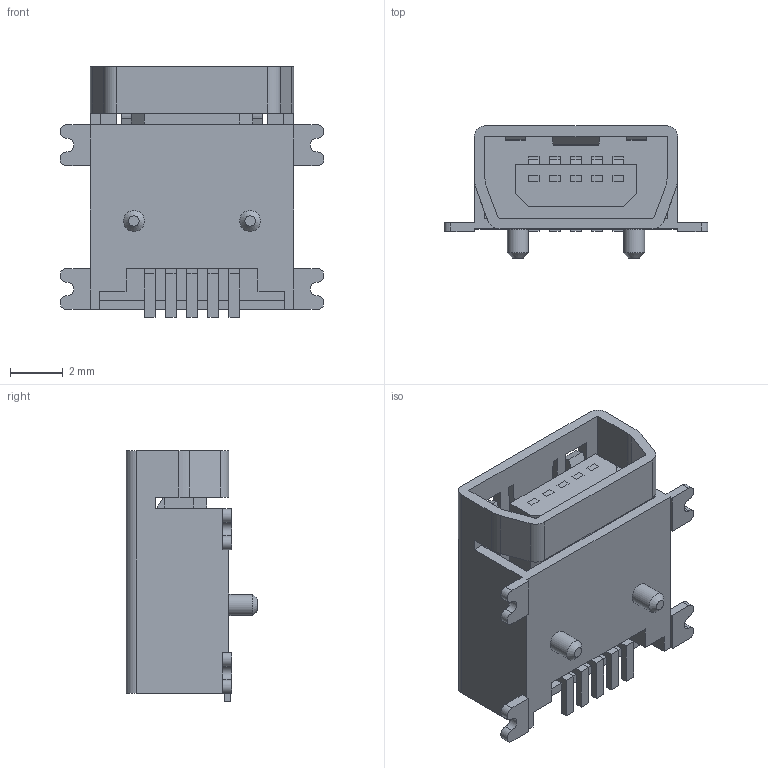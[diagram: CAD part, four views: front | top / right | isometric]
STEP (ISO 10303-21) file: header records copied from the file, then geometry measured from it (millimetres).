
FILE_DESCRIPTION(/* description */ ('STEP AP214'),/* implementation_level */ '2;1');
FILE_NAME(/* name */ 'MUSB-05-F-AB-SM-A',/* time_stamp */ '2024-09-04T08:55:34+02:00',/* author */ ('License CC BY-ND 4.0'),/* organization */ ('CADENAS'),/* preprocessor_version */ 'ST-DEVELOPER v19.3',/* originating_system */ 'PARTsolutions',/* authorisation */ ' ');
FILE_SCHEMA (('AUTOMOTIVE_DESIGN {1 0 10303 214 3 1 1}'));
Length unit declared in the file: millimetre
Products named in the file (4): MUSB-05-F-AB-SM-A; MUSBAB; MUSB-Body; MUSB-Pin
Assembly tree (3 placements, depth 2):
  MUSB-05-F-AB-SM-A
    MUSBAB
    MUSB-Body
    MUSB-Pin
Bounding box: 10 x 5 x 9.5 mm (x, y, z)
Volume: 187.7 mm3; surface area: 566.3 mm2
Topology: 3 solids, 3 shells, 252 faces, 714 edges, 474 vertices
Faces by surface type: plane 202, cylinder 48, cone 2
Full cylindrical faces by diameter (mm): 0.8 x2
Entity records: 8187 total; most frequent: CARTESIAN_POINT 1440, ORIENTED_EDGE 1420, DIRECTION 1320, EDGE_CURVE 710, LINE 612, VECTOR 612, VERTEX_POINT 474, AXIS2_PLACEMENT_3D 354
